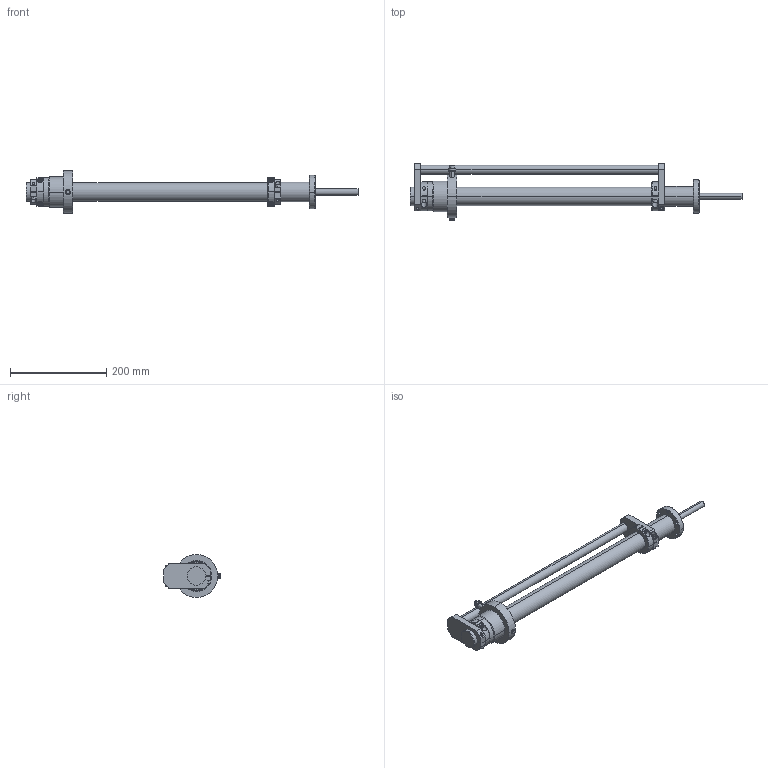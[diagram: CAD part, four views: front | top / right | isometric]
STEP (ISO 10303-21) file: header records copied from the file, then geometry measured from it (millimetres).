
FILE_DESCRIPTION (( 'STEP AP214' ), '1' );
FILE_NAME ('FLLRE-275-.50-16_NR.STEP', '2019-12-30T17:56:32', ( '' ), ( '' ), 'SwSTEP 2.0', 'SolidWorks 2010', '' );
FILE_SCHEMA (( 'AUTOMOTIVE_DESIGN' ));
Length unit declared in the file: inch
Products named in the file (1): FLLRE-275-.50-16_NR
Bounding box: 691.17 x 117.82 x 88.9 mm (x, y, z)
Surface area: 235073.8 mm2 (no closed solid volume)
Topology: 0 solids, 54 shells, 415 faces, 1345 edges, 972 vertices
Faces by surface type: cylinder 179, plane 164, cone 56, torus 16
Entity records: 21166 total; most frequent: CARTESIAN_POINT 4037, DIRECTION 2539, ORIENTED_EDGE 2076, EDGE_CURVE 1337, VERTEX_POINT 972, AXIS2_PLACEMENT_3D 970, VECTOR 599, LINE 599
